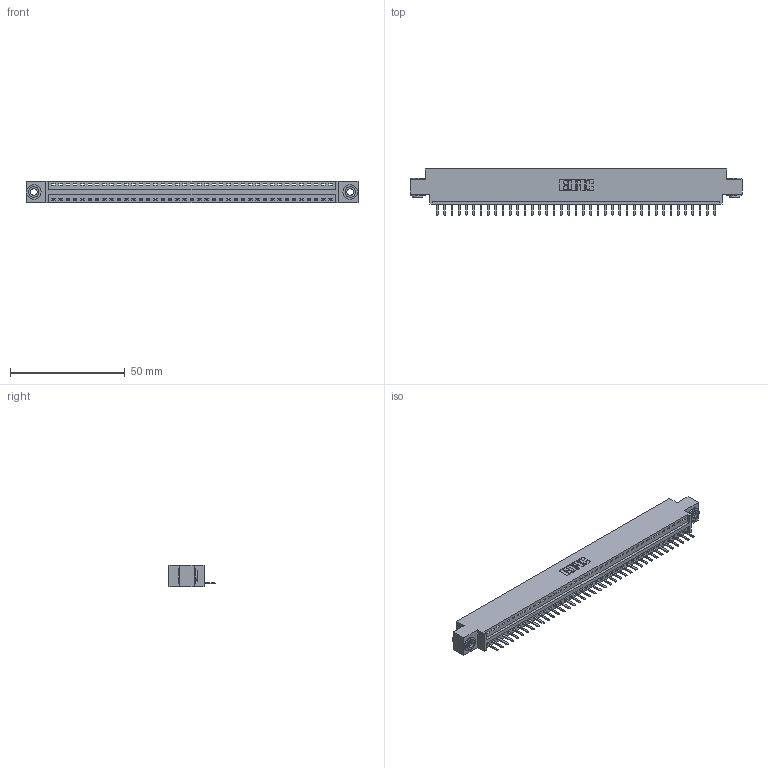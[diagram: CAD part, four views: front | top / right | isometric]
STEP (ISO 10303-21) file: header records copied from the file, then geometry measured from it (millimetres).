
FILE_DESCRIPTION (( 'STEP AP203' ), '1' );
FILE_NAME ('396-039-520-603.STEP', '2018-09-06T09:51:23', ( '' ), ( '' ), 'SwSTEP 2.0', 'SolidWorks 2016', '' );
FILE_SCHEMA (( 'CONFIG_CONTROL_DESIGN' ));
Length unit declared in the file: inch
Products named in the file (4): 346 Part_0.170 Offset - 0.156 Dia-TH; 345-292-001_345-293-120; 345-250-002_345-250-002-102; 396-039-520-603
Assembly tree (42 placements, depth 2):
  396-039-520-603
    346 Part_0.170 Offset - 0.156 Dia-TH
    345-292-001_345-293-120  x39
    345-250-002_345-250-002-102  x2
Bounding box: 144.4 x 20.02 x 9.4 mm (x, y, z)
Volume: 13554.1 mm3; surface area: 16913.5 mm2
Topology: 42 solids, 42 shells, 2582 faces, 7593 edges, 4954 vertices
Faces by surface type: plane 1728, cylinder 846, cone 8
Entity records: 25504 total; most frequent: CARTESIAN_POINT 4364, ORIENTED_EDGE 4318, DIRECTION 3871, EDGE_CURVE 2159, VECTOR 1843, LINE 1843, VERTEX_POINT 1434, AXIS2_PLACEMENT_3D 1014
